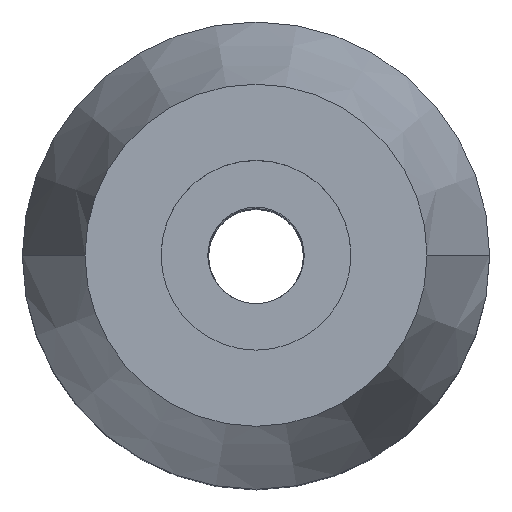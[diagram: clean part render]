
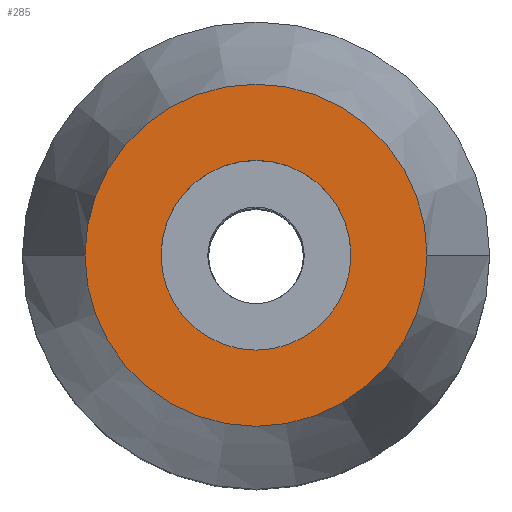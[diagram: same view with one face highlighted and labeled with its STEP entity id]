
A CAD part, top view. The second image highlights one B-rep face of the part: STEP entity #285.
In plain terms, the highlighted planar face has unit normal (0, 0, 1).
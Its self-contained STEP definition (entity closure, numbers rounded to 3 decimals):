
#127=EDGE_CURVE('',#179,#149,#341,.T.);
#137=EDGE_CURVE('',#143,#211,#352,.T.);
#143=VERTEX_POINT('',#358);
#149=VERTEX_POINT('',#364);
#163=EDGE_CURVE('',#211,#143,#381,.T.);
#179=VERTEX_POINT('',#402);
#211=VERTEX_POINT('',#435);
#285=ADVANCED_FACE('',(#521,#522),#523,.T.);
#301=EDGE_CURVE('',#149,#179,#540,.T.);
#341=CIRCLE('',#573,5.856);
#352=CIRCLE('',#588,3.25);
#358=CARTESIAN_POINT('',(3.25,0.0,22.0));
#364=CARTESIAN_POINT('',(-5.856,0.,22.0));
#381=CIRCLE('',#625,3.25);
#402=CARTESIAN_POINT('',(5.856,0.,22.0));
#435=CARTESIAN_POINT('',(-3.25,0.,22.0));
#521=FACE_BOUND('',#806,.T.);
#522=FACE_OUTER_BOUND('',#807,.T.);
#523=PLANE('',#808);
#540=CIRCLE('',#830,5.856);
#573=AXIS2_PLACEMENT_3D('',#864,#865,#866);
#588=AXIS2_PLACEMENT_3D('',#879,#880,#881);
#625=AXIS2_PLACEMENT_3D('',#922,#923,#924);
#806=EDGE_LOOP('',(#1099,#1100));
#807=EDGE_LOOP('',(#1101,#1102));
#808=AXIS2_PLACEMENT_3D('',#1103,#1104,#1105);
#830=AXIS2_PLACEMENT_3D('',#1121,#1122,#1123);
#864=CARTESIAN_POINT('',(0.,0.,22.0));
#865=DIRECTION('',(0.,0.,1.0));
#866=DIRECTION('',(-1.0,0.,-0.0));
#879=CARTESIAN_POINT('',(0.0,0.0,22.0));
#880=DIRECTION('',(0.,0.,-1.0));
#881=DIRECTION('',(1.0,0.,0.));
#922=CARTESIAN_POINT('',(0.0,0.0,22.0));
#923=DIRECTION('',(0.,0.,-1.0));
#924=DIRECTION('',(1.0,0.,0.));
#1099=ORIENTED_EDGE('',*,*,#137,.T.);
#1100=ORIENTED_EDGE('',*,*,#163,.T.);
#1101=ORIENTED_EDGE('',*,*,#301,.T.);
#1102=ORIENTED_EDGE('',*,*,#127,.T.);
#1103=CARTESIAN_POINT('',(-2.928,0.,22.0));
#1104=DIRECTION('',(0.,0.,1.0));
#1105=DIRECTION('',(-1.0,0.,0.));
#1121=CARTESIAN_POINT('',(0.,0.,22.0));
#1122=DIRECTION('',(0.,0.,1.0));
#1123=DIRECTION('',(-1.0,0.,-0.0));
